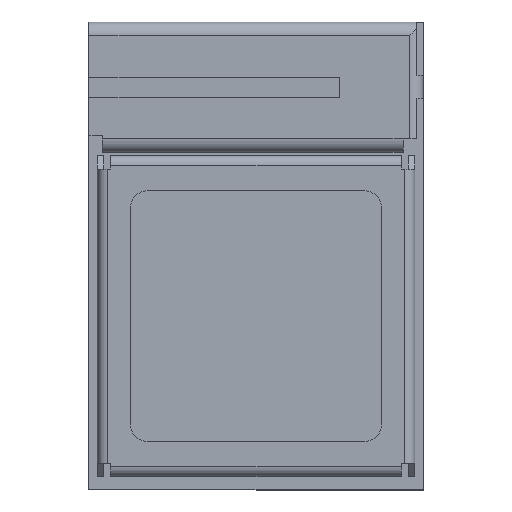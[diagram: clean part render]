
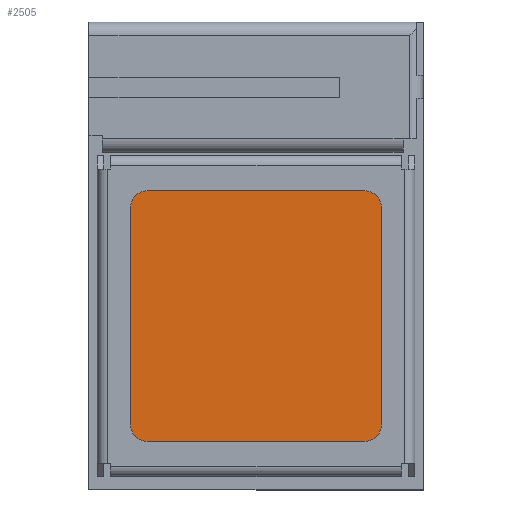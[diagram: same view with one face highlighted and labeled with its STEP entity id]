
A CAD part, top view. The second image highlights one B-rep face of the part: STEP entity #2505.
In plain terms, the highlighted planar face has unit normal (0, 0, 1).
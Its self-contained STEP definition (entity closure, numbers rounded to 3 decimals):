
#2237 = EDGE_CURVE('',#2238,#2240,#2242,.T.);
#2238 = VERTEX_POINT('',#2239);
#2239 = CARTESIAN_POINT('',(-6.58,4.56,
    -0.664));
#2240 = VERTEX_POINT('',#2241);
#2241 = CARTESIAN_POINT('',(-6.58,-1.94,
    -0.664));
#2242 = LINE('',#2243,#2244);
#2243 = CARTESIAN_POINT('',(-6.58,5.06,
    -0.664));
#2244 = VECTOR('',#2245,1.);
#2245 = DIRECTION('',(0.,-1.,0.));
#2277 = EDGE_CURVE('',#2240,#2278,#2280,.T.);
#2278 = VERTEX_POINT('',#2279);
#2279 = CARTESIAN_POINT('',(-6.08,-2.44,
    -0.664));
#2280 = CIRCLE('',#2281,0.5);
#2281 = AXIS2_PLACEMENT_3D('',#2282,#2283,#2284);
#2282 = CARTESIAN_POINT('',(-6.08,-1.94,
    -0.664));
#2283 = DIRECTION('',(0.,0.,1.));
#2284 = DIRECTION('',(1.,0.,-0.));
#2310 = EDGE_CURVE('',#2311,#2238,#2313,.T.);
#2311 = VERTEX_POINT('',#2312);
#2312 = CARTESIAN_POINT('',(-6.08,5.06,
    -0.664));
#2313 = CIRCLE('',#2314,0.5);
#2314 = AXIS2_PLACEMENT_3D('',#2315,#2316,#2317);
#2315 = CARTESIAN_POINT('',(-6.08,4.56,
    -0.664));
#2316 = DIRECTION('',(0.,0.,1.));
#2317 = DIRECTION('',(1.,0.,-0.));
#2396 = VERTEX_POINT('',#2397);
#2397 = CARTESIAN_POINT('',(0.42,-2.44,
    -0.664));
#2403 = EDGE_CURVE('',#2278,#2396,#2404,.T.);
#2404 = LINE('',#2405,#2406);
#2405 = CARTESIAN_POINT('',(-6.58,-2.44,
    -0.664));
#2406 = VECTOR('',#2407,1.);
#2407 = DIRECTION('',(1.,0.,0.));
#2418 = EDGE_CURVE('',#2396,#2419,#2421,.T.);
#2419 = VERTEX_POINT('',#2420);
#2420 = CARTESIAN_POINT('',(0.92,-1.94,
    -0.664));
#2421 = CIRCLE('',#2422,0.5);
#2422 = AXIS2_PLACEMENT_3D('',#2423,#2424,#2425);
#2423 = CARTESIAN_POINT('',(0.42,-1.94,
    -0.664));
#2424 = DIRECTION('',(0.,0.,1.));
#2425 = DIRECTION('',(1.,0.,-0.));
#2445 = VERTEX_POINT('',#2446);
#2446 = CARTESIAN_POINT('',(0.92,4.56,
    -0.664));
#2452 = EDGE_CURVE('',#2419,#2445,#2453,.T.);
#2453 = LINE('',#2454,#2455);
#2454 = CARTESIAN_POINT('',(0.92,-2.44,
    -0.664));
#2455 = VECTOR('',#2456,1.);
#2456 = DIRECTION('',(0.,1.,0.));
#2469 = EDGE_CURVE('',#2470,#2311,#2472,.T.);
#2470 = VERTEX_POINT('',#2471);
#2471 = CARTESIAN_POINT('',(0.42,5.06,
    -0.664));
#2472 = LINE('',#2473,#2474);
#2473 = CARTESIAN_POINT('',(0.92,5.06,
    -0.664));
#2474 = VECTOR('',#2475,1.);
#2475 = DIRECTION('',(-1.,0.,0.));
#2491 = EDGE_CURVE('',#2445,#2470,#2492,.T.);
#2492 = CIRCLE('',#2493,0.5);
#2493 = AXIS2_PLACEMENT_3D('',#2494,#2495,#2496);
#2494 = CARTESIAN_POINT('',(0.42,4.56,
    -0.664));
#2495 = DIRECTION('',(0.,0.,1.));
#2496 = DIRECTION('',(1.,0.,-0.));
#2505 = ADVANCED_FACE('',(#2506),#2516,.T.);
#2506 = FACE_BOUND('',#2507,.T.);
#2507 = EDGE_LOOP('',(#2508,#2509,#2510,#2511,#2512,#2513,#2514,#2515));
#2508 = ORIENTED_EDGE('',*,*,#2469,.T.);
#2509 = ORIENTED_EDGE('',*,*,#2310,.T.);
#2510 = ORIENTED_EDGE('',*,*,#2237,.T.);
#2511 = ORIENTED_EDGE('',*,*,#2277,.T.);
#2512 = ORIENTED_EDGE('',*,*,#2403,.T.);
#2513 = ORIENTED_EDGE('',*,*,#2418,.T.);
#2514 = ORIENTED_EDGE('',*,*,#2452,.T.);
#2515 = ORIENTED_EDGE('',*,*,#2491,.T.);
#2516 = PLANE('',#2517);
#2517 = AXIS2_PLACEMENT_3D('',#2518,#2519,#2520);
#2518 = CARTESIAN_POINT('',(-6.58,-2.44,
    -0.664));
#2519 = DIRECTION('',(0.,0.,1.));
#2520 = DIRECTION('',(1.,0.,-0.));
